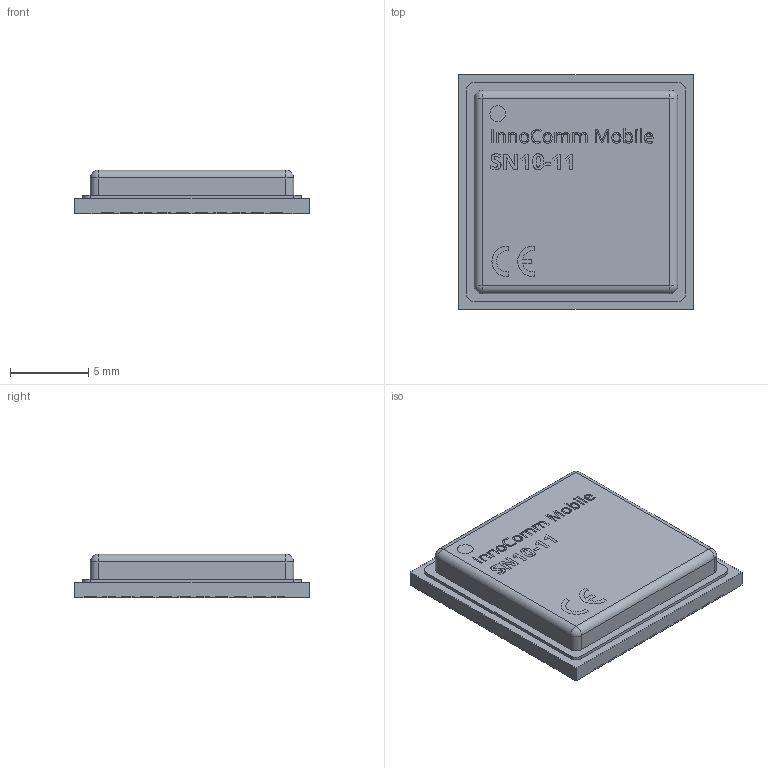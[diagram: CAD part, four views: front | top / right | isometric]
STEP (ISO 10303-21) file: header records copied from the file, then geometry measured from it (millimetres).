
FILE_DESCRIPTION( ( '' ), ' ' );
FILE_NAME( '5de6acd3f3d293158949a9ec.step', '2019-12-03T18:43:32', ( '' ), ( '' ), ' ', ' ', ' ' );
FILE_SCHEMA( ( 'AUTOMOTIVE_DESIGN { 1 0 10303 214 1 1 1 1 }' ) );
Length unit declared in the file: metre
Products named in the file (4): TEXT; SHIELD; PAD; PCB
Bounding box: 15 x 15 x 2.81 mm (x, y, z)
Volume: 555.9 mm3; surface area: 1729.9 mm2
Topology: 4 solids, 4 shells, 735 faces, 2016 edges, 1317 vertices
Faces by surface type: plane 515, extrusion 198, cylinder 18, sphere 4
Full cylindrical faces by diameter (mm): 1 x1
Entity records: 29026 total; most frequent: CARTESIAN_POINT 5253, ORIENTED_EDGE 4020, DIRECTION 2930, EDGE_CURVE 2010, VECTOR 1776, LINE 1578, VERTEX_POINT 1316, EDGE_LOOP 768
